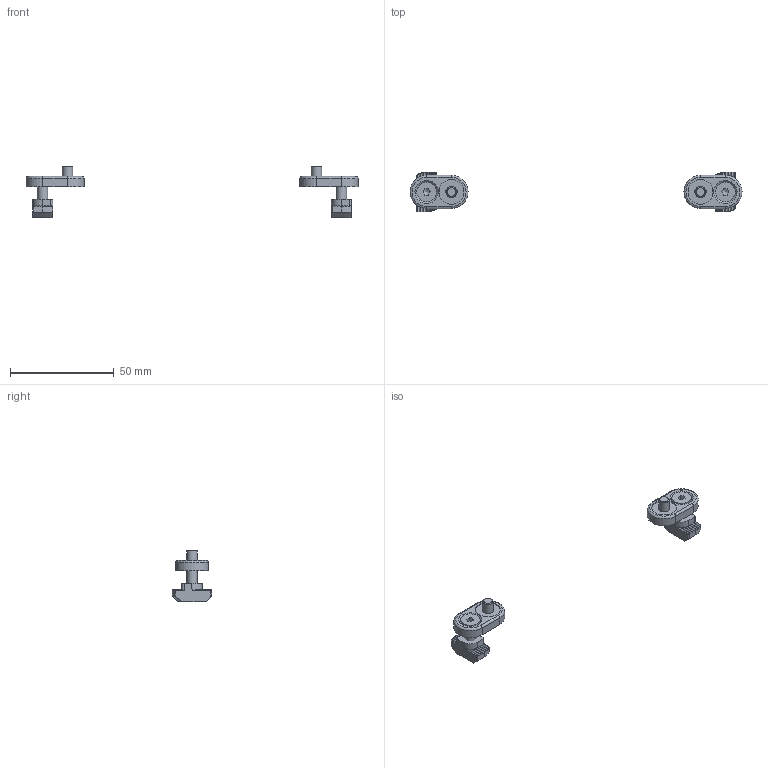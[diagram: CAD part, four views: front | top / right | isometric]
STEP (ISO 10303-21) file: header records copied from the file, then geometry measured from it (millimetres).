
FILE_DESCRIPTION(('STEP AP203'),'1');
FILE_NAME('SAFE10B1366.stp','2023-10-20T10:18:43',(' '),(' '),'Spatial InterOp 3D',' ',' ');
FILE_SCHEMA(('CONFIG_CONTROL_DESIGN'));
Length unit declared in the file: millimetre
Products named in the file (7): Kit de fixation - EcrouForceVsLigne; Vis FHC - M5x20; Ecrou tête rectangulaire 10 M5; Kit fixation poignée Al 120/160 -P1045; Kit fixation poignée Al 120; Vis FHC - M5x10; PlatineFixPoigneeAl 120/160
Assembly tree (9 placements, depth 3):
  Kit fixation poignée Al 120/160 -P1045
    Kit de fixation - EcrouForceVsLigne  x2
      Vis FHC - M5x20
      Ecrou tête rectangulaire 10 M5
    Kit fixation poignée Al 120
      Vis FHC - M5x10  x2
      PlatineFixPoigneeAl 120/160  x2
Bounding box: 160 x 19 x 25 mm (x, y, z)
Volume: 6599.4 mm3; surface area: 5616.7 mm2
Topology: 8 solids, 8 shells, 242 faces, 650 edges, 426 vertices
Faces by surface type: plane 174, cylinder 44, cone 16, bspline 4, torus 4
Full cylindrical faces by diameter (mm): 4.2 x2, 5 x8, 5.5 x4, 9.43 x4, 12 x2
Entity records: 5310 total; most frequent: CARTESIAN_POINT 851, DIRECTION 649, ORIENTED_EDGE 604, EDGE_CURVE 302, AXIS2_PLACEMENT_3D 237, VERTEX_POINT 210, PROPERTY_DEFINITION_REPRESENTATION 180, GENERAL_PROPERTY_ASSOCIATION 180
